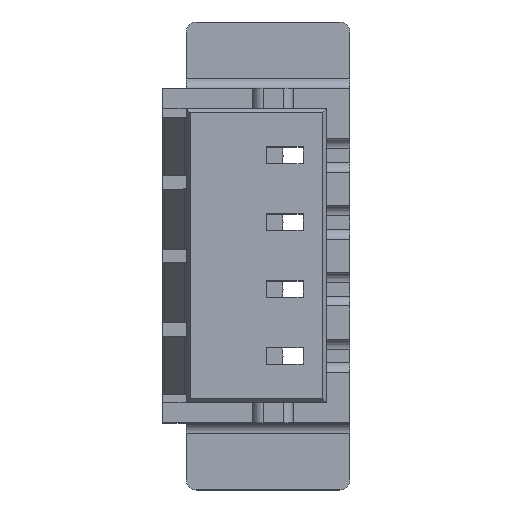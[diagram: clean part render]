
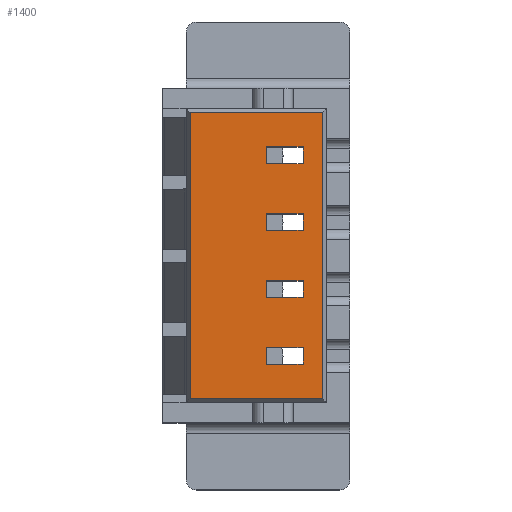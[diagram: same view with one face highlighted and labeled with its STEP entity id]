
A CAD part, top view. The second image highlights one B-rep face of the part: STEP entity #1400.
In plain terms, the highlighted planar face has unit normal (0, 0, 1).
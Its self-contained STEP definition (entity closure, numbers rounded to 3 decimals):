
#655 = VERTEX_POINT('',#656);
#656 = CARTESIAN_POINT('',(0.992,2.142,5.));
#662 = EDGE_CURVE('',#663,#655,#665,.T.);
#663 = VERTEX_POINT('',#664);
#664 = CARTESIAN_POINT('',(0.992,-2.142,5.));
#665 = LINE('',#666,#667);
#666 = CARTESIAN_POINT('',(0.992,-2.142,5.));
#667 = VECTOR('',#668,1.);
#668 = DIRECTION('',(0.,1.,0.));
#693 = EDGE_CURVE('',#694,#663,#696,.T.);
#694 = VERTEX_POINT('',#695);
#695 = CARTESIAN_POINT('',(-0.992,-2.142,5.));
#696 = LINE('',#697,#698);
#697 = CARTESIAN_POINT('',(-0.992,-2.142,5.));
#698 = VECTOR('',#699,1.);
#699 = DIRECTION('',(1.,0.,0.));
#724 = EDGE_CURVE('',#725,#694,#727,.T.);
#725 = VERTEX_POINT('',#726);
#726 = CARTESIAN_POINT('',(-0.992,2.142,5.));
#727 = LINE('',#728,#729);
#728 = CARTESIAN_POINT('',(-0.992,2.142,5.));
#729 = VECTOR('',#730,1.);
#730 = DIRECTION('',(0.,-1.,0.));
#755 = EDGE_CURVE('',#655,#725,#756,.T.);
#756 = LINE('',#757,#758);
#757 = CARTESIAN_POINT('',(0.992,2.142,5.));
#758 = VECTOR('',#759,1.);
#759 = DIRECTION('',(-1.,0.,0.));
#1400 = ADVANCED_FACE('',(#1401,#1407,#1441,#1475,#1509),#1543,.T.);
#1401 = FACE_BOUND('',#1402,.T.);
#1402 = EDGE_LOOP('',(#1403,#1404,#1405,#1406));
#1403 = ORIENTED_EDGE('',*,*,#724,.T.);
#1404 = ORIENTED_EDGE('',*,*,#693,.T.);
#1405 = ORIENTED_EDGE('',*,*,#662,.T.);
#1406 = ORIENTED_EDGE('',*,*,#755,.T.);
#1407 = FACE_BOUND('',#1408,.T.);
#1408 = EDGE_LOOP('',(#1409,#1419,#1427,#1435));
#1409 = ORIENTED_EDGE('',*,*,#1410,.F.);
#1410 = EDGE_CURVE('',#1411,#1413,#1415,.T.);
#1411 = VERTEX_POINT('',#1412);
#1412 = CARTESIAN_POINT('',(0.7,-0.625,5.));
#1413 = VERTEX_POINT('',#1414);
#1414 = CARTESIAN_POINT('',(0.7,-0.375,5.));
#1415 = LINE('',#1416,#1417);
#1416 = CARTESIAN_POINT('',(0.7,-0.625,5.));
#1417 = VECTOR('',#1418,1.);
#1418 = DIRECTION('',(0.,1.,0.));
#1419 = ORIENTED_EDGE('',*,*,#1420,.F.);
#1420 = EDGE_CURVE('',#1421,#1411,#1423,.T.);
#1421 = VERTEX_POINT('',#1422);
#1422 = CARTESIAN_POINT('',(0.15,-0.625,5.));
#1423 = LINE('',#1424,#1425);
#1424 = CARTESIAN_POINT('',(0.15,-0.625,5.));
#1425 = VECTOR('',#1426,1.);
#1426 = DIRECTION('',(1.,0.,0.));
#1427 = ORIENTED_EDGE('',*,*,#1428,.F.);
#1428 = EDGE_CURVE('',#1429,#1421,#1431,.T.);
#1429 = VERTEX_POINT('',#1430);
#1430 = CARTESIAN_POINT('',(0.15,-0.375,5.));
#1431 = LINE('',#1432,#1433);
#1432 = CARTESIAN_POINT('',(0.15,-0.375,5.));
#1433 = VECTOR('',#1434,1.);
#1434 = DIRECTION('',(0.,-1.,0.));
#1435 = ORIENTED_EDGE('',*,*,#1436,.F.);
#1436 = EDGE_CURVE('',#1413,#1429,#1437,.T.);
#1437 = LINE('',#1438,#1439);
#1438 = CARTESIAN_POINT('',(0.7,-0.375,5.));
#1439 = VECTOR('',#1440,1.);
#1440 = DIRECTION('',(-1.,0.,0.));
#1441 = FACE_BOUND('',#1442,.T.);
#1442 = EDGE_LOOP('',(#1443,#1453,#1461,#1469));
#1443 = ORIENTED_EDGE('',*,*,#1444,.F.);
#1444 = EDGE_CURVE('',#1445,#1447,#1449,.T.);
#1445 = VERTEX_POINT('',#1446);
#1446 = CARTESIAN_POINT('',(0.7,-1.625,5.));
#1447 = VERTEX_POINT('',#1448);
#1448 = CARTESIAN_POINT('',(0.7,-1.375,5.));
#1449 = LINE('',#1450,#1451);
#1450 = CARTESIAN_POINT('',(0.7,-1.625,5.));
#1451 = VECTOR('',#1452,1.);
#1452 = DIRECTION('',(0.,1.,0.));
#1453 = ORIENTED_EDGE('',*,*,#1454,.F.);
#1454 = EDGE_CURVE('',#1455,#1445,#1457,.T.);
#1455 = VERTEX_POINT('',#1456);
#1456 = CARTESIAN_POINT('',(0.15,-1.625,5.));
#1457 = LINE('',#1458,#1459);
#1458 = CARTESIAN_POINT('',(0.15,-1.625,5.));
#1459 = VECTOR('',#1460,1.);
#1460 = DIRECTION('',(1.,0.,0.));
#1461 = ORIENTED_EDGE('',*,*,#1462,.F.);
#1462 = EDGE_CURVE('',#1463,#1455,#1465,.T.);
#1463 = VERTEX_POINT('',#1464);
#1464 = CARTESIAN_POINT('',(0.15,-1.375,5.));
#1465 = LINE('',#1466,#1467);
#1466 = CARTESIAN_POINT('',(0.15,-1.375,5.));
#1467 = VECTOR('',#1468,1.);
#1468 = DIRECTION('',(0.,-1.,0.));
#1469 = ORIENTED_EDGE('',*,*,#1470,.F.);
#1470 = EDGE_CURVE('',#1447,#1463,#1471,.T.);
#1471 = LINE('',#1472,#1473);
#1472 = CARTESIAN_POINT('',(0.7,-1.375,5.));
#1473 = VECTOR('',#1474,1.);
#1474 = DIRECTION('',(-1.,0.,0.));
#1475 = FACE_BOUND('',#1476,.T.);
#1476 = EDGE_LOOP('',(#1477,#1487,#1495,#1503));
#1477 = ORIENTED_EDGE('',*,*,#1478,.F.);
#1478 = EDGE_CURVE('',#1479,#1481,#1483,.T.);
#1479 = VERTEX_POINT('',#1480);
#1480 = CARTESIAN_POINT('',(0.7,0.375,5.));
#1481 = VERTEX_POINT('',#1482);
#1482 = CARTESIAN_POINT('',(0.7,0.625,5.));
#1483 = LINE('',#1484,#1485);
#1484 = CARTESIAN_POINT('',(0.7,0.375,5.));
#1485 = VECTOR('',#1486,1.);
#1486 = DIRECTION('',(0.,1.,0.));
#1487 = ORIENTED_EDGE('',*,*,#1488,.F.);
#1488 = EDGE_CURVE('',#1489,#1479,#1491,.T.);
#1489 = VERTEX_POINT('',#1490);
#1490 = CARTESIAN_POINT('',(0.15,0.375,5.));
#1491 = LINE('',#1492,#1493);
#1492 = CARTESIAN_POINT('',(0.15,0.375,5.));
#1493 = VECTOR('',#1494,1.);
#1494 = DIRECTION('',(1.,0.,0.));
#1495 = ORIENTED_EDGE('',*,*,#1496,.F.);
#1496 = EDGE_CURVE('',#1497,#1489,#1499,.T.);
#1497 = VERTEX_POINT('',#1498);
#1498 = CARTESIAN_POINT('',(0.15,0.625,5.));
#1499 = LINE('',#1500,#1501);
#1500 = CARTESIAN_POINT('',(0.15,0.625,5.));
#1501 = VECTOR('',#1502,1.);
#1502 = DIRECTION('',(0.,-1.,0.));
#1503 = ORIENTED_EDGE('',*,*,#1504,.F.);
#1504 = EDGE_CURVE('',#1481,#1497,#1505,.T.);
#1505 = LINE('',#1506,#1507);
#1506 = CARTESIAN_POINT('',(0.7,0.625,5.));
#1507 = VECTOR('',#1508,1.);
#1508 = DIRECTION('',(-1.,0.,0.));
#1509 = FACE_BOUND('',#1510,.T.);
#1510 = EDGE_LOOP('',(#1511,#1521,#1529,#1537));
#1511 = ORIENTED_EDGE('',*,*,#1512,.F.);
#1512 = EDGE_CURVE('',#1513,#1515,#1517,.T.);
#1513 = VERTEX_POINT('',#1514);
#1514 = CARTESIAN_POINT('',(0.7,1.375,5.));
#1515 = VERTEX_POINT('',#1516);
#1516 = CARTESIAN_POINT('',(0.7,1.625,5.));
#1517 = LINE('',#1518,#1519);
#1518 = CARTESIAN_POINT('',(0.7,1.375,5.));
#1519 = VECTOR('',#1520,1.);
#1520 = DIRECTION('',(0.,1.,0.));
#1521 = ORIENTED_EDGE('',*,*,#1522,.F.);
#1522 = EDGE_CURVE('',#1523,#1513,#1525,.T.);
#1523 = VERTEX_POINT('',#1524);
#1524 = CARTESIAN_POINT('',(0.15,1.375,5.));
#1525 = LINE('',#1526,#1527);
#1526 = CARTESIAN_POINT('',(0.15,1.375,5.));
#1527 = VECTOR('',#1528,1.);
#1528 = DIRECTION('',(1.,0.,0.));
#1529 = ORIENTED_EDGE('',*,*,#1530,.F.);
#1530 = EDGE_CURVE('',#1531,#1523,#1533,.T.);
#1531 = VERTEX_POINT('',#1532);
#1532 = CARTESIAN_POINT('',(0.15,1.625,5.));
#1533 = LINE('',#1534,#1535);
#1534 = CARTESIAN_POINT('',(0.15,1.625,5.));
#1535 = VECTOR('',#1536,1.);
#1536 = DIRECTION('',(0.,-1.,0.));
#1537 = ORIENTED_EDGE('',*,*,#1538,.F.);
#1538 = EDGE_CURVE('',#1515,#1531,#1539,.T.);
#1539 = LINE('',#1540,#1541);
#1540 = CARTESIAN_POINT('',(0.7,1.625,5.));
#1541 = VECTOR('',#1542,1.);
#1542 = DIRECTION('',(-1.,0.,0.));
#1543 = PLANE('',#1544);
#1544 = AXIS2_PLACEMENT_3D('',#1545,#1546,#1547);
#1545 = CARTESIAN_POINT('',(0.,0.,5.));
#1546 = DIRECTION('',(0.,0.,1.));
#1547 = DIRECTION('',(1.,0.,-0.));
